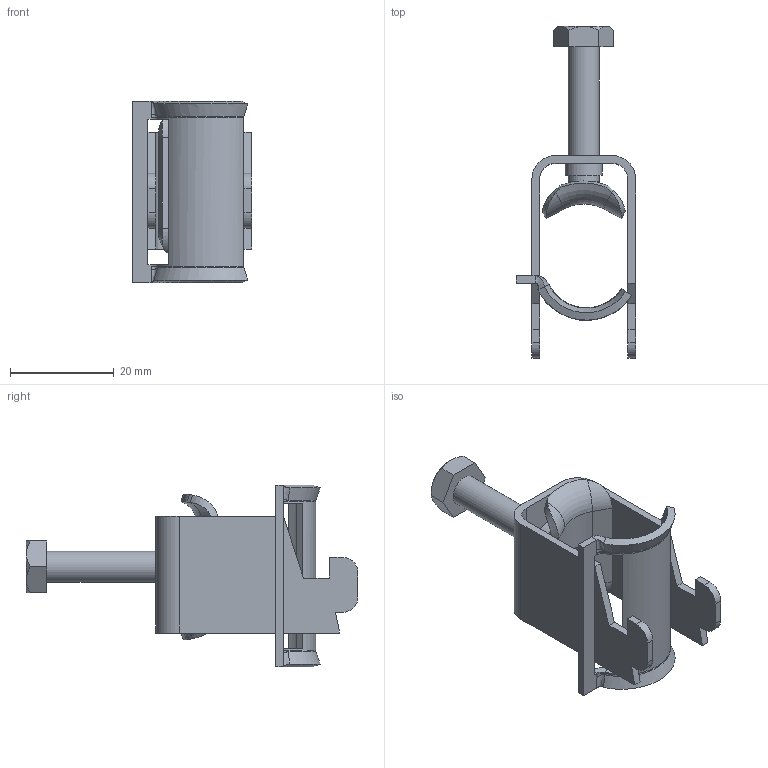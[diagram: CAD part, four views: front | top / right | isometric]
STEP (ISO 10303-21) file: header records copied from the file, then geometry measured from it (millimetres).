
FILE_DESCRIPTION (( 'STEP AP214' ), '1' );
FILE_NAME ('1167062.stp', '2022-09-23T07:52:01', ( '' ), ( '' ), 'SwSTEP 2.0', 'SolidWorks 2020', '' );
FILE_SCHEMA (( 'AUTOMOTIVE_DESIGN' ));
Length unit declared in the file: millimetre
Products named in the file (5): EB025-03_Standard; 157122_1Fach; 1167062; 142951_M6 x 26; 203351_Standard
Assembly tree (4 placements, depth 2):
  1167062
    157122_1Fach
    142951_M6 x 26
    203351_Standard
    EB025-03_Standard
Bounding box: 23 x 64 x 35 mm (x, y, z)
Volume: 5599.5 mm3; surface area: 7680.7 mm2
Topology: 4 solids, 4 shells, 149 faces, 378 edges, 239 vertices
Faces by surface type: plane 73, bspline 33, cylinder 31, cone 8, torus 4
Full cylindrical faces by diameter (mm): 2.9 x1, 3.1 x1, 4.2 x1, 6 x1, 7.2 x1, 8.2 x1
Entity records: 9420 total; most frequent: CARTESIAN_POINT 5955, ORIENTED_EDGE 730, DIRECTION 574, EDGE_CURVE 365, VERTEX_POINT 235, AXIS2_PLACEMENT_3D 193, LINE 188, VECTOR 188
